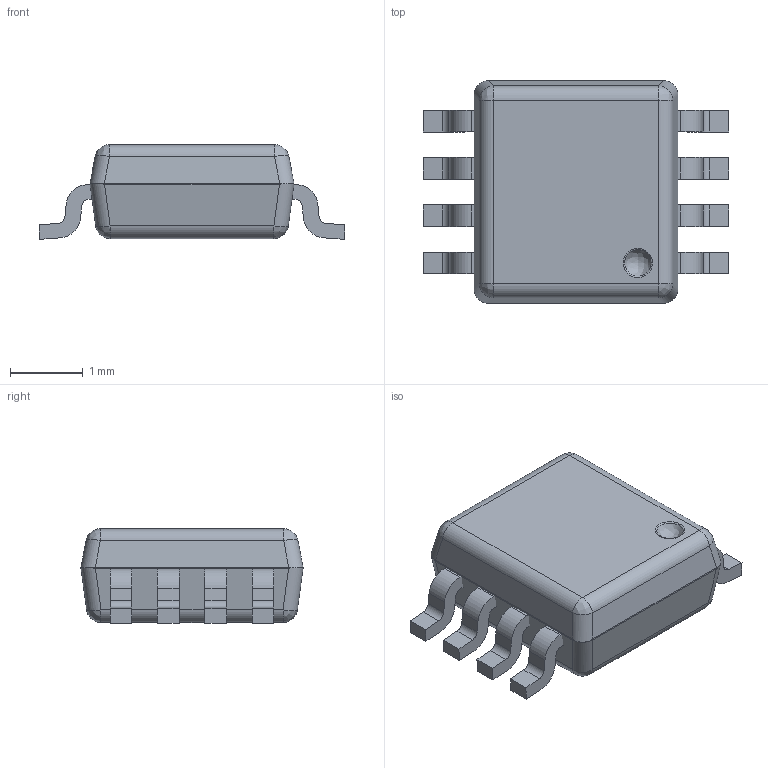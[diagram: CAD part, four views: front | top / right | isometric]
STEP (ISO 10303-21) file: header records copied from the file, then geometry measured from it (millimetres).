
FILE_DESCRIPTION (( 'STEP AP214' ), '1' );
FILE_NAME ('User Library-DCT-8.STEP', '2018-12-16T21:04:40', ( '' ), ( '' ), 'SwSTEP 2.0', 'SolidWorks 2018', '' );
FILE_SCHEMA (( 'AUTOMOTIVE_DESIGN' ));
Length unit declared in the file: millimetre
Products named in the file (10): User Library-DCT-8_DCT_8006; User Library-DCT-8_Fillet; User Library-DCT-8_DCT_8; User Library-DCT-8_DCT_8004; User Library-DCT-8_DCT_8003; User Library-DCT-8_DCT_8001; User Library-DCT-8_DCT_8002; User Library-DCT-8; User Library-DCT-8_DCT_8005; User Library-DCT-8_DCT_8007
Assembly tree (9 placements, depth 2):
  User Library-DCT-8
    User Library-DCT-8_DCT_8007
    User Library-DCT-8_DCT_8006
    User Library-DCT-8_Fillet
    User Library-DCT-8_DCT_8005
    User Library-DCT-8_DCT_8
    User Library-DCT-8_DCT_8002
    User Library-DCT-8_DCT_8001
    User Library-DCT-8_DCT_8003
    User Library-DCT-8_DCT_8004
Bounding box: 4.2 x 3.05 x 1.3 mm (x, y, z)
Volume: 10.7 mm3; surface area: 38.1 mm2
Topology: 9 solids, 9 shells, 157 faces, 390 edges, 252 vertices
Faces by surface type: plane 98, cylinder 48, bspline 11
Entity records: 7020 total; most frequent: CARTESIAN_POINT 1180, ORIENTED_EDGE 780, DIRECTION 764, EDGE_CURVE 390, LINE 272, VECTOR 272, VERTEX_POINT 252, AXIS2_PLACEMENT_3D 246
